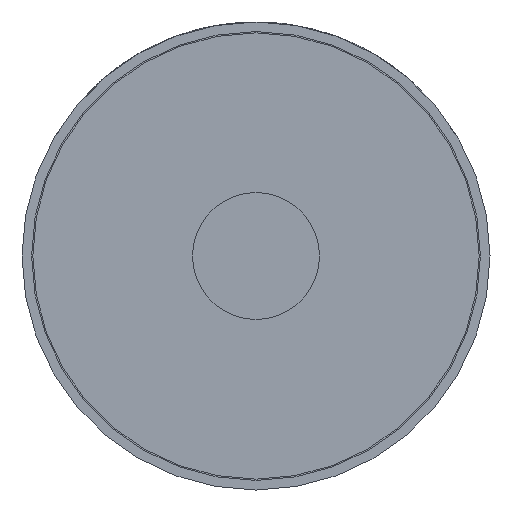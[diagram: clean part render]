
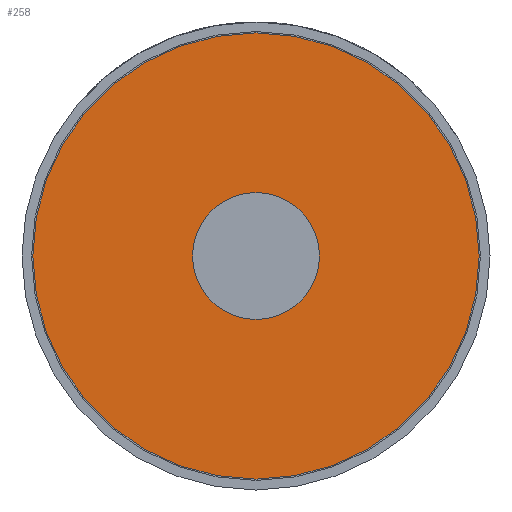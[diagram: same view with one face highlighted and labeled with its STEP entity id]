
A CAD part, front view. The second image highlights one B-rep face of the part: STEP entity #258.
In plain terms, the highlighted planar face has unit normal (0, -1, 0).
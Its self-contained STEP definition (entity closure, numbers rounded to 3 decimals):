
#28 = ORIENTED_EDGE ( 'NONE', *, *, #2519, .T. ) ;
#49 = DIRECTION ( 'NONE',  ( 0., 0., 1. ) ) ;
#62 = AXIS2_PLACEMENT_3D ( 'NONE', #2350, #2294, #378 ) ;
#258 = ADVANCED_FACE ( 'Defeature ausgef�hrt1_4', ( #2223, #3618 ), #832, .T. ) ;
#267 = ORIENTED_EDGE ( 'NONE', *, *, #4913, .T. ) ;
#361 = CARTESIAN_POINT ( 'NONE',  ( 0.037, 0.053, -1.74 ) ) ;
#378 = DIRECTION ( 'NONE',  ( 0., 0., -1. ) ) ;
#404 = DIRECTION ( 'NONE',  ( 0., -1., 0. ) ) ;
#481 = AXIS2_PLACEMENT_3D ( 'NONE', #2747, #2289, #5058 ) ;
#510 = CIRCLE ( 'NONE', #1711, 0.37 ) ;
#769 = EDGE_CURVE ( 'Defeature ausgef�hrt1_4+Defeature ausgef�hrt1_14+Defeature ausgef�hrt1_14+Defeature ausgef�hrt1_14', #2819, #2860, #1967, .T. ) ;
#832 = PLANE ( 'NONE',  #909 ) ;
#909 = AXIS2_PLACEMENT_3D ( 'NONE', #3992, #404, #1591 ) ;
#920 = ORIENTED_EDGE ( 'NONE', *, *, #769, .T. ) ;
#923 = CARTESIAN_POINT ( 'NONE',  ( 0.037, 0.053, -0.37 ) ) ;
#962 = CIRCLE ( 'NONE', #62, 1.74 ) ;
#1434 = VERTEX_POINT ( 'NONE', #3811 ) ;
#1456 = ORIENTED_EDGE ( 'NONE', *, *, #2687, .T. ) ;
#1485 = DIRECTION ( 'NONE',  ( 0., 1., 0. ) ) ;
#1591 = DIRECTION ( 'NONE',  ( 0., 0., -1. ) ) ;
#1711 = AXIS2_PLACEMENT_3D ( 'NONE', #2442, #2397, #49 ) ;
#1967 = CIRCLE ( 'NONE', #3994, 0.37 ) ;
#2223 = FACE_BOUND ( 'NONE', #3166, .T. ) ;
#2289 = DIRECTION ( 'NONE',  ( 0., -1., 0. ) ) ;
#2294 = DIRECTION ( 'NONE',  ( 0., -1., 0. ) ) ;
#2350 = CARTESIAN_POINT ( 'NONE',  ( 0.037, 0.053, 0. ) ) ;
#2397 = DIRECTION ( 'NONE',  ( 0., 1., 0. ) ) ;
#2442 = CARTESIAN_POINT ( 'NONE',  ( 0.037, 0.053, 0. ) ) ;
#2519 = EDGE_CURVE ( 'Defeature ausgef�hrt1_4+Defeature ausgef�hrt1_5+Defeature ausgef�hrt1_5+Defeature ausgef�hrt1_5', #1434, #4963, #5119, .T. ) ;
#2687 = EDGE_CURVE ( 'Defeature ausgef�hrt1_4+Defeature ausgef�hrt1_14+Defeature ausgef�hrt1_14+Defeature ausgef�hrt1_14', #2860, #2819, #510, .T. ) ;
#2699 = DIRECTION ( 'NONE',  ( 0., 0., 1. ) ) ;
#2747 = CARTESIAN_POINT ( 'NONE',  ( 0.037, 0.053, 0. ) ) ;
#2819 = VERTEX_POINT ( 'NONE', #2917 ) ;
#2860 = VERTEX_POINT ( 'NONE', #923 ) ;
#2917 = CARTESIAN_POINT ( 'NONE',  ( 0.037, 0.053, 0.37 ) ) ;
#3166 = EDGE_LOOP ( 'NONE', ( #920, #1456 ) ) ;
#3618 = FACE_OUTER_BOUND ( 'NONE', #5008, .T. ) ;
#3811 = CARTESIAN_POINT ( 'NONE',  ( 0.037, 0.053, 1.74 ) ) ;
#3992 = CARTESIAN_POINT ( 'NONE',  ( 0.037, 0.053, 0. ) ) ;
#3994 = AXIS2_PLACEMENT_3D ( 'NONE', #5041, #1485, #2699 ) ;
#4913 = EDGE_CURVE ( 'Defeature ausgef�hrt1_4+Defeature ausgef�hrt1_5+Defeature ausgef�hrt1_5+Defeature ausgef�hrt1_5', #4963, #1434, #962, .T. ) ;
#4963 = VERTEX_POINT ( 'NONE', #361 ) ;
#5008 = EDGE_LOOP ( 'NONE', ( #267, #28 ) ) ;
#5041 = CARTESIAN_POINT ( 'NONE',  ( 0.037, 0.053, 0. ) ) ;
#5058 = DIRECTION ( 'NONE',  ( 0., 0., -1. ) ) ;
#5119 = CIRCLE ( 'NONE', #481, 1.74 ) ;
